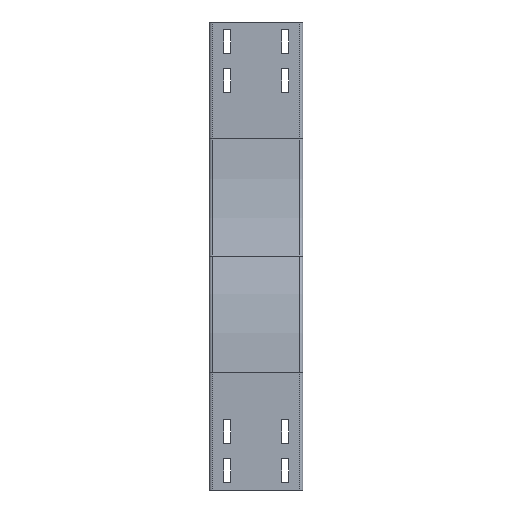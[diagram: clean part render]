
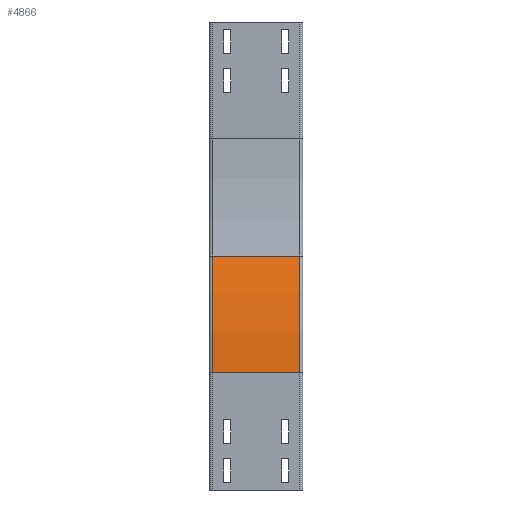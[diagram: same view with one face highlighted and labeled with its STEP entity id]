
A CAD part, left-side view. The second image highlights one B-rep face of the part: STEP entity #4866.
In plain terms, the highlighted cylindrical face has radius 462.5 mm (diameter 925 mm), a partial arc.
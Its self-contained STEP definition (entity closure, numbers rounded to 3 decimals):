
#143=CIRCLE('',#5270,462.5);
#144=CIRCLE('',#5272,462.5);
#280=CYLINDRICAL_SURFACE('',#5271,462.5);
#374=FACE_OUTER_BOUND('',#668,.T.);
#668=EDGE_LOOP('',(#3405,#3406,#3407,#3408));
#1041=LINE('',#7312,#1595);
#1052=LINE('',#7373,#1606);
#1595=VECTOR('',#5828,10.);
#1606=VECTOR('',#5899,10.);
#2127=VERTEX_POINT('',#7302);
#2131=VERTEX_POINT('',#7311);
#2149=VERTEX_POINT('',#7366);
#2151=VERTEX_POINT('',#7372);
#2591=EDGE_CURVE('',#2131,#2127,#1041,.T.);
#2620=EDGE_CURVE('',#2149,#2127,#143,.T.);
#2621=EDGE_CURVE('',#2151,#2149,#1052,.T.);
#2622=EDGE_CURVE('',#2151,#2131,#144,.T.);
#3405=ORIENTED_EDGE('',*,*,#2621,.T.);
#3406=ORIENTED_EDGE('',*,*,#2620,.T.);
#3407=ORIENTED_EDGE('',*,*,#2591,.F.);
#3408=ORIENTED_EDGE('',*,*,#2622,.F.);
#4866=ADVANCED_FACE('',(#374),#280,.T.);
#5270=AXIS2_PLACEMENT_3D('',#7370,#5895,#5896);
#5271=AXIS2_PLACEMENT_3D('',#7371,#5897,#5898);
#5272=AXIS2_PLACEMENT_3D('',#7374,#5900,#5901);
#5828=DIRECTION('',(0.,1.,0.));
#5895=DIRECTION('center_axis',(0.,-1.,0.));
#5896=DIRECTION('ref_axis',(-0.946,0.,0.324));
#5897=DIRECTION('center_axis',(0.,-1.,0.));
#5898=DIRECTION('ref_axis',(1.,0.,0.));
#5899=DIRECTION('',(0.,1.,0.));
#5900=DIRECTION('center_axis',(0.,-1.,0.));
#5901=DIRECTION('ref_axis',(-0.946,0.,0.324));
#7302=CARTESIAN_POINT('',(-81.,116.,-300.));
#7311=CARTESIAN_POINT('',(-81.,4.,-300.));
#7312=CARTESIAN_POINT('',(-81.,4.,-300.));
#7366=CARTESIAN_POINT('',(-56.,116.,-150.));
#7370=CARTESIAN_POINT('Origin',(381.5,116.,-300.));
#7371=CARTESIAN_POINT('Origin',(381.5,60.,-300.));
#7372=CARTESIAN_POINT('',(-56.,4.,-150.));
#7373=CARTESIAN_POINT('',(-56.,4.,-150.));
#7374=CARTESIAN_POINT('Origin',(381.5,4.,-300.));
